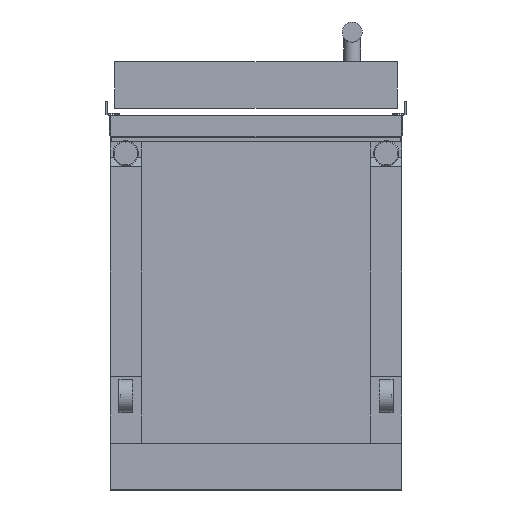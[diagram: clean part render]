
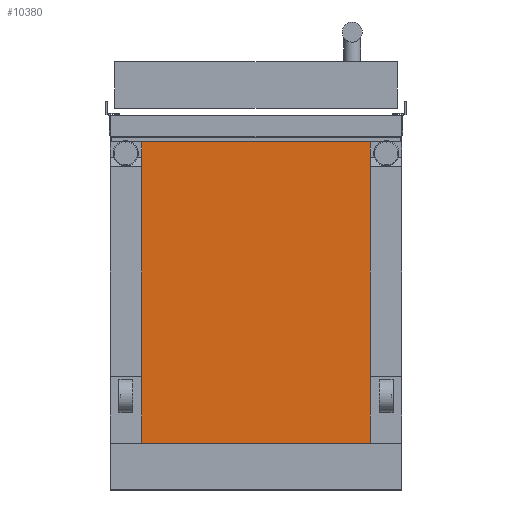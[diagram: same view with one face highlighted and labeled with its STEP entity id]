
A CAD part, front view. The second image highlights one B-rep face of the part: STEP entity #10380.
In plain terms, the highlighted planar face has unit normal (0, -1, 0).
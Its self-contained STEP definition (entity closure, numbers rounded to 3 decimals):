
#46 = VERTEX_POINT ( 'NONE', #4963 ) ;
#329 = LINE ( 'NONE', #8194, #5075 ) ;
#576 = DIRECTION ( 'NONE',  ( 1., 0., 0. ) ) ;
#787 = VERTEX_POINT ( 'NONE', #8395 ) ;
#868 = DIRECTION ( 'NONE',  ( 0., 0., 1. ) ) ;
#1050 = LINE ( 'NONE', #1292, #6603 ) ;
#1292 = CARTESIAN_POINT ( 'NONE',  ( 171., -990.85, 240. ) ) ;
#1413 = DIRECTION ( 'NONE',  ( 1., 0., 0. ) ) ;
#1479 = EDGE_CURVE ( 'NONE', #787, #7841, #3418, .T. ) ;
#1482 = CARTESIAN_POINT ( 'NONE',  ( 218., -990.85, -210.4 ) ) ;
#1662 = ORIENTED_EDGE ( 'NONE', *, *, #6154, .F. ) ;
#1833 = DIRECTION ( 'NONE',  ( 0., 1., 0. ) ) ;
#2536 = AXIS2_PLACEMENT_3D ( 'NONE', #6651, #1833, #5089 ) ;
#2996 = EDGE_LOOP ( 'NONE', ( #1662, #7485, #5269, #8275 ) ) ;
#3418 = LINE ( 'NONE', #7026, #4910 ) ;
#4432 = VECTOR ( 'NONE', #1413, 1000. ) ;
#4682 = LINE ( 'NONE', #1482, #4432 ) ;
#4910 = VECTOR ( 'NONE', #5246, 1000. ) ;
#4963 = CARTESIAN_POINT ( 'NONE',  ( -171., -990.85, 240. ) ) ;
#5075 = VECTOR ( 'NONE', #868, 1000. ) ;
#5089 = DIRECTION ( 'NONE',  ( 0., 0., 1. ) ) ;
#5246 = DIRECTION ( 'NONE',  ( 0., 0., 1. ) ) ;
#5269 = ORIENTED_EDGE ( 'NONE', *, *, #1479, .T. ) ;
#5837 = PLANE ( 'NONE',  #2536 ) ;
#6154 = EDGE_CURVE ( 'NONE', #9715, #46, #329, .T. ) ;
#6355 = EDGE_CURVE ( 'NONE', #46, #7841, #1050, .T. ) ;
#6603 = VECTOR ( 'NONE', #576, 1000. ) ;
#6651 = CARTESIAN_POINT ( 'NONE',  ( 171., -990.85, -280. ) ) ;
#7026 = CARTESIAN_POINT ( 'NONE',  ( 171., -990.85, -280. ) ) ;
#7485 = ORIENTED_EDGE ( 'NONE', *, *, #7644, .T. ) ;
#7644 = EDGE_CURVE ( 'NONE', #9715, #787, #4682, .T. ) ;
#7841 = VERTEX_POINT ( 'NONE', #10398 ) ;
#8038 = FACE_OUTER_BOUND ( 'NONE', #2996, .T. ) ;
#8194 = CARTESIAN_POINT ( 'NONE',  ( -171., -990.85, -280. ) ) ;
#8275 = ORIENTED_EDGE ( 'NONE', *, *, #6355, .F. ) ;
#8395 = CARTESIAN_POINT ( 'NONE',  ( 171., -990.85, -210.4 ) ) ;
#8626 = CARTESIAN_POINT ( 'NONE',  ( -171., -990.85, -210.4 ) ) ;
#9715 = VERTEX_POINT ( 'NONE', #8626 ) ;
#10380 = ADVANCED_FACE ( 'NONE', ( #8038 ), #5837, .F. ) ;
#10398 = CARTESIAN_POINT ( 'NONE',  ( 171., -990.85, 240. ) ) ;
